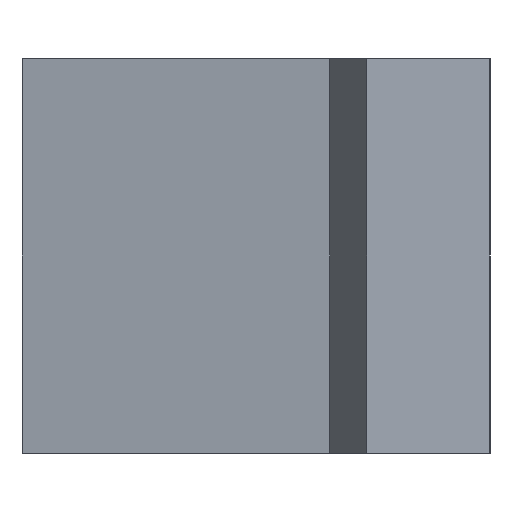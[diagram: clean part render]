
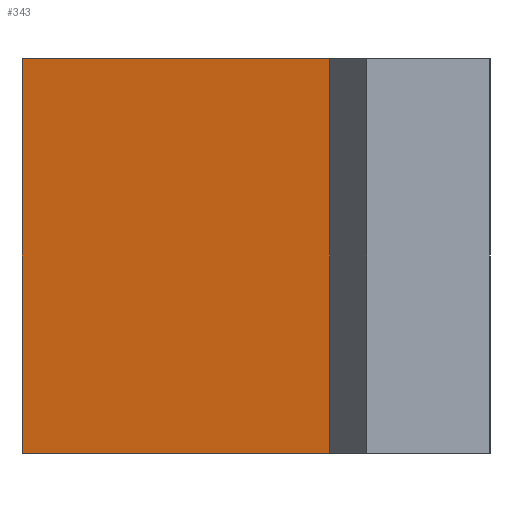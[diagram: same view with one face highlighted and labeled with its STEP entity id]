
A CAD part, left-side view. The second image highlights one B-rep face of the part: STEP entity #343.
In plain terms, the highlighted planar face has unit normal (-0.985, 0.172, 0).
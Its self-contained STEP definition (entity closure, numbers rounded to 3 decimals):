
#17=FACE_OUTER_BOUND('',#35,.T.);
#35=EDGE_LOOP('',(#235,#236,#237,#238));
#56=LINE('',#500,#104);
#58=LINE('',#504,#106);
#59=LINE('',#506,#107);
#60=LINE('',#507,#108);
#104=VECTOR('',#411,10.);
#106=VECTOR('',#415,10.);
#107=VECTOR('',#416,10.);
#108=VECTOR('',#417,10.);
#151=VERTEX_POINT('',#497);
#152=VERTEX_POINT('',#499);
#153=VERTEX_POINT('',#503);
#154=VERTEX_POINT('',#505);
#184=EDGE_CURVE('',#152,#151,#56,.T.);
#186=EDGE_CURVE('',#151,#153,#58,.T.);
#187=EDGE_CURVE('',#154,#153,#59,.T.);
#188=EDGE_CURVE('',#154,#152,#60,.T.);
#235=ORIENTED_EDGE('',*,*,#186,.T.);
#236=ORIENTED_EDGE('',*,*,#187,.F.);
#237=ORIENTED_EDGE('',*,*,#188,.T.);
#238=ORIENTED_EDGE('',*,*,#184,.T.);
#325=PLANE('',#384);
#343=ADVANCED_FACE('',(#17),#325,.T.);
#384=AXIS2_PLACEMENT_3D('',#502,#413,#414);
#411=DIRECTION('',(0.,0.,1.));
#413=DIRECTION('center_axis',(-0.985,0.172,0.));
#414=DIRECTION('ref_axis',(0.,0.,1.));
#415=DIRECTION('',(0.172,0.985,0.));
#416=DIRECTION('',(0.,0.,1.));
#417=DIRECTION('',(-0.172,-0.985,0.));
#497=CARTESIAN_POINT('',(5.25,6.5,16.));
#499=CARTESIAN_POINT('',(5.25,6.5,0.));
#500=CARTESIAN_POINT('',(5.25,6.5,0.));
#502=CARTESIAN_POINT('Origin',(7.,16.5,0.));
#503=CARTESIAN_POINT('',(7.438,19.,16.));
#504=CARTESIAN_POINT('',(7.438,19.,16.));
#505=CARTESIAN_POINT('',(7.438,19.,0.));
#506=CARTESIAN_POINT('',(7.438,19.,0.));
#507=CARTESIAN_POINT('',(7.438,19.,0.));
